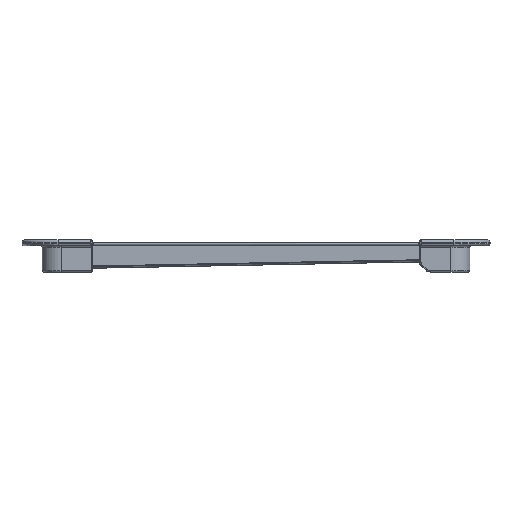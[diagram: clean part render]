
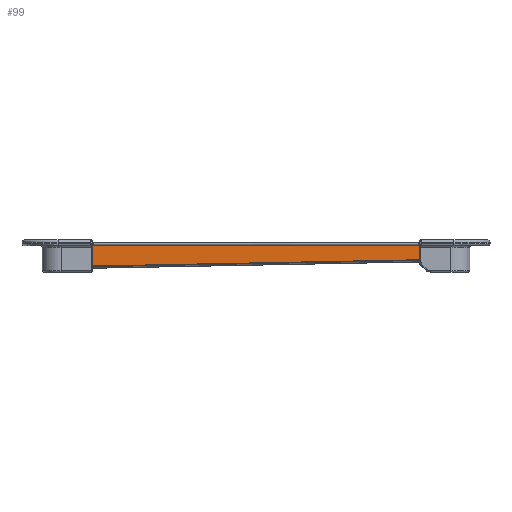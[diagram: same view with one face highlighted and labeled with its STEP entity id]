
A CAD part, left-side view. The second image highlights one B-rep face of the part: STEP entity #99.
In plain terms, the highlighted face is planar.
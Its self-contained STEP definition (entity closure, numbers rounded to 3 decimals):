
#99=ADVANCED_FACE('',(#425),#4988,.T.);
#425=FACE_OUTER_BOUND('',#751,.T.);
#751=EDGE_LOOP('',(#1313,#1314,#1315,#1316,#1317,#1318));
#1313=ORIENTED_EDGE('',*,*,#2799,.T.);
#1314=ORIENTED_EDGE('',*,*,#2803,.T.);
#1315=ORIENTED_EDGE('',*,*,#2802,.T.);
#1316=ORIENTED_EDGE('',*,*,#3018,.T.);
#1317=ORIENTED_EDGE('',*,*,#2801,.T.);
#1318=ORIENTED_EDGE('',*,*,#2800,.T.);
#2799=EDGE_CURVE('',#4370,#4376,#3812,.T.);
#2800=EDGE_CURVE('',#4377,#4370,#3813,.T.);
#2801=EDGE_CURVE('',#4378,#4377,#3814,.T.);
#2802=EDGE_CURVE('',#4380,#4379,#3815,.T.);
#2803=EDGE_CURVE('',#4376,#4380,#3816,.T.);
#3018=EDGE_CURVE('',#4379,#4378,#4006,.T.);
#3812=B_SPLINE_CURVE_WITH_KNOTS('',1,(#7172,#7173),.UNSPECIFIED.,.F.,.F.,
(2,2),(0.,260.),.UNSPECIFIED.);
#3813=B_SPLINE_CURVE_WITH_KNOTS('',3,(#7174,#7175,#7176,#7177),
 .UNSPECIFIED.,.F.,.F.,(4,4),(-9.316,0.),.UNSPECIFIED.);
#3814=B_SPLINE_CURVE_WITH_KNOTS('',3,(#7178,#7179,#7180,#7181),
 .UNSPECIFIED.,.F.,.F.,(4,4),(-0.5,0.),.UNSPECIFIED.);
#3815=B_SPLINE_CURVE_WITH_KNOTS('',1,(#7182,#7183),.UNSPECIFIED.,.F.,.F.,
(2,2),(-0.5,0.),.UNSPECIFIED.);
#3816=B_SPLINE_CURVE_WITH_KNOTS('',1,(#7184,#7185),.UNSPECIFIED.,.F.,.F.,
(2,2),(-14.308,0.),.UNSPECIFIED.);
#4006=B_SPLINE_CURVE_WITH_KNOTS('',1,(#7950,#7951),.UNSPECIFIED.,.F.,.F.,
(2,2),(0.,260.048),.UNSPECIFIED.);
#4370=VERTEX_POINT('',#6636);
#4376=VERTEX_POINT('',#6642);
#4377=VERTEX_POINT('',#6643);
#4378=VERTEX_POINT('',#6644);
#4379=VERTEX_POINT('',#6645);
#4380=VERTEX_POINT('',#6646);
#4988=PLANE('',#5225);
#5225=AXIS2_PLACEMENT_3D('',#6115,#5504,$);
#5504=DIRECTION('',(0.,0.,-1.));
#6115=CARTESIAN_POINT('',(156.684,-0.662,-193.));
#6636=CARTESIAN_POINT('',(130.,1.5,-193.));
#6642=CARTESIAN_POINT('',(-130.,1.5,-193.));
#6643=CARTESIAN_POINT('',(129.969,10.816,-193.));
#6644=CARTESIAN_POINT('',(129.971,11.316,-193.));
#6645=CARTESIAN_POINT('',(-130.029,16.308,-193.));
#6646=CARTESIAN_POINT('',(-130.031,15.808,-193.));
#7172=CARTESIAN_POINT('',(130.,1.5,-193.));
#7173=CARTESIAN_POINT('',(-130.,1.5,-193.));
#7174=CARTESIAN_POINT('',(129.969,10.816,-193.));
#7175=CARTESIAN_POINT('',(129.969,7.711,-193.));
#7176=CARTESIAN_POINT('',(130.,4.605,-193.));
#7177=CARTESIAN_POINT('',(130.,1.5,-193.));
#7178=CARTESIAN_POINT('',(129.971,11.316,-193.));
#7179=CARTESIAN_POINT('',(129.968,11.149,-193.));
#7180=CARTESIAN_POINT('',(129.972,10.983,-193.));
#7181=CARTESIAN_POINT('',(129.969,10.816,-193.));
#7182=CARTESIAN_POINT('',(-130.031,15.808,-193.));
#7183=CARTESIAN_POINT('',(-130.029,16.308,-193.));
#7184=CARTESIAN_POINT('',(-130.,1.5,-193.));
#7185=CARTESIAN_POINT('',(-130.031,15.808,-193.));
#7950=CARTESIAN_POINT('',(-130.029,16.308,-193.));
#7951=CARTESIAN_POINT('',(129.971,11.316,-193.));
